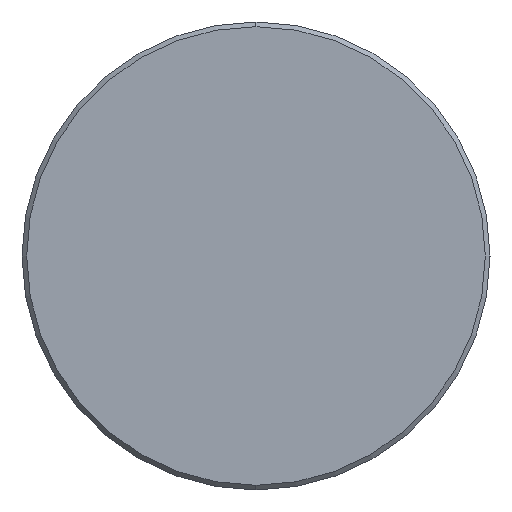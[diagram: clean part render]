
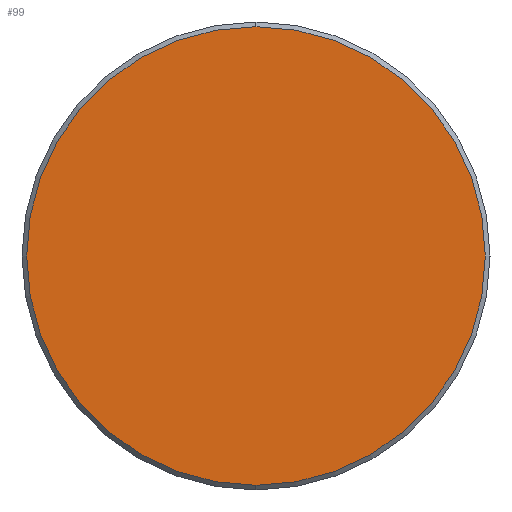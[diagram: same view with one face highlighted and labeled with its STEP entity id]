
A CAD part, left-side view. The second image highlights one B-rep face of the part: STEP entity #99.
In plain terms, the highlighted planar face has unit normal (-1, 0, 0).
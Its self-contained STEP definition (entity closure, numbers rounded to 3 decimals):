
#39 = CARTESIAN_POINT ( 'NONE',  ( 0., 0., 14.7 ) ) ;
#99 = ADVANCED_FACE ( 'NONE', ( #140 ), #368, .F. ) ;
#107 = DIRECTION ( 'NONE',  ( -1., 0., 0. ) ) ;
#140 = FACE_OUTER_BOUND ( 'NONE', #265, .T. ) ;
#149 = DIRECTION ( 'NONE',  ( 0., 0., 1. ) ) ;
#167 = CIRCLE ( 'NONE', #252, 14.7 ) ;
#169 = EDGE_CURVE ( 'NONE', #341, #363, #167, .T. ) ;
#185 = CARTESIAN_POINT ( 'NONE',  ( 0., 0., 0. ) ) ;
#186 = AXIS2_PLACEMENT_3D ( 'NONE', #440, #256, #407 ) ;
#196 = CARTESIAN_POINT ( 'NONE',  ( 0., 0., 0. ) ) ;
#235 = DIRECTION ( 'NONE',  ( 0., 0., 1. ) ) ;
#252 = AXIS2_PLACEMENT_3D ( 'NONE', #185, #107, #149 ) ;
#256 = DIRECTION ( 'NONE',  ( 1., 0., 0. ) ) ;
#265 = EDGE_LOOP ( 'NONE', ( #370, #287 ) ) ;
#287 = ORIENTED_EDGE ( 'NONE', *, *, #169, .T. ) ;
#308 = DIRECTION ( 'NONE',  ( -1., 0., 0. ) ) ;
#315 = AXIS2_PLACEMENT_3D ( 'NONE', #196, #308, #235 ) ;
#341 = VERTEX_POINT ( 'NONE', #39 ) ;
#352 = EDGE_CURVE ( 'NONE', #363, #341, #460, .T. ) ;
#363 = VERTEX_POINT ( 'NONE', #423 ) ;
#368 = PLANE ( 'NONE',  #186 ) ;
#370 = ORIENTED_EDGE ( 'NONE', *, *, #352, .T. ) ;
#407 = DIRECTION ( 'NONE',  ( 0., 0., -1. ) ) ;
#423 = CARTESIAN_POINT ( 'NONE',  ( 0., 0., -14.7 ) ) ;
#440 = CARTESIAN_POINT ( 'NONE',  ( 0., 0., 0. ) ) ;
#460 = CIRCLE ( 'NONE', #315, 14.7 ) ;
